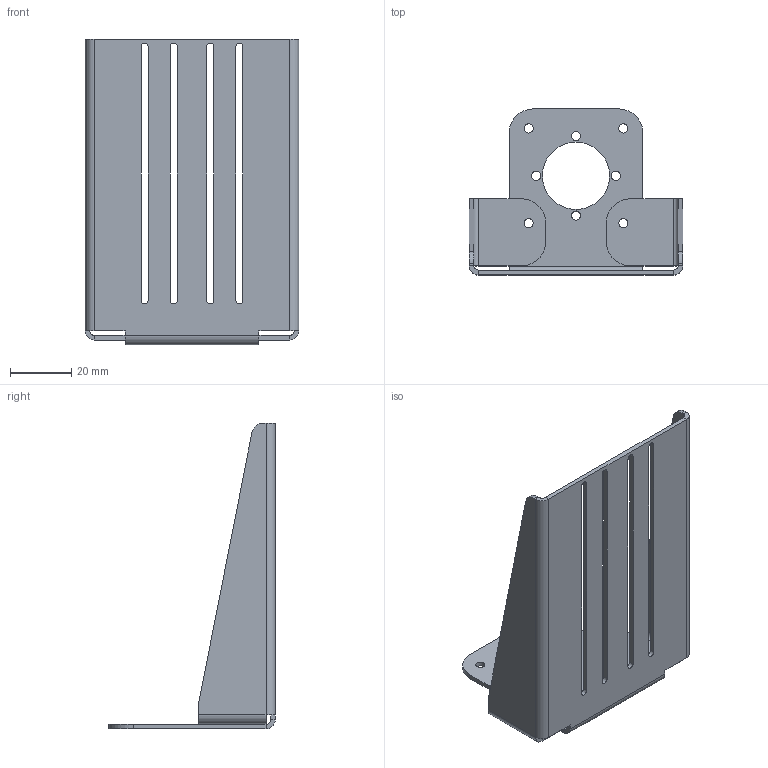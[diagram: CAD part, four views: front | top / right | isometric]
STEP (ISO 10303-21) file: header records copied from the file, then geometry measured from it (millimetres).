
FILE_DESCRIPTION(/* description */ (''),/* implementation_level */ '2;1');
FILE_NAME(/* name */ 'P0010_OB_200328_r02.step',/* time_stamp */ '2020-03-31T16:06:04+02:00',/* author */ (''),/* organization */ (''),/* preprocessor_version */ 'ST-DEVELOPER v18',/* originating_system */ 'Autodesk Translation Framework v8.12.0.6',/* authorisation */ '');
FILE_SCHEMA (('AUTOMOTIVE_DESIGN { 1 0 10303 214 3 1 1 }'));
Length unit declared in the file: millimetre
Products named in the file (1): P0010_OB_200328
Bounding box: 69.8 x 54.4 x 100 mm (x, y, z)
Volume: 17368.3 mm3; surface area: 25312.6 mm2
Topology: 1 solids, 1 shells, 89 faces, 235 edges, 148 vertices
Faces by surface type: plane 50, cylinder 39
Full cylindrical faces by diameter (mm): 3 x10, 22 x1
Entity records: 2846 total; most frequent: DIRECTION 507, CARTESIAN_POINT 473, ORIENTED_EDGE 470, EDGE_CURVE 235, AXIS2_PLACEMENT_3D 182, VERTEX_POINT 148, LINE 143, VECTOR 143
